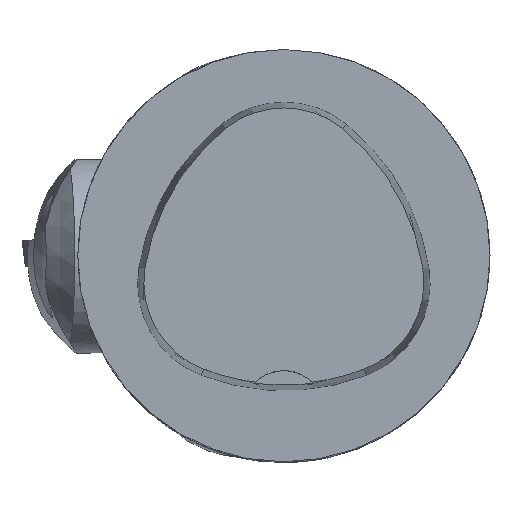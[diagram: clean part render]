
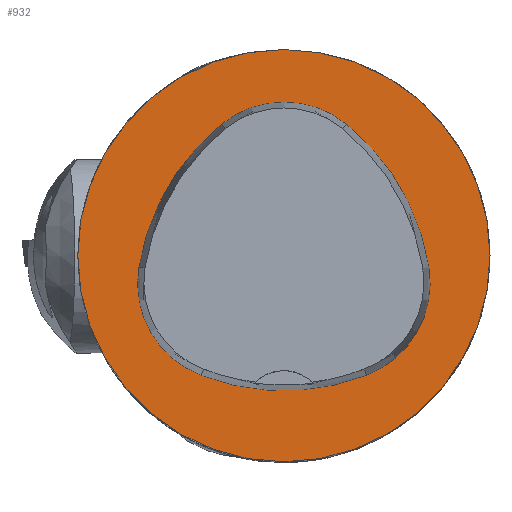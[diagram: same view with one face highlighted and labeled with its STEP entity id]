
A CAD part, top view. The second image highlights one B-rep face of the part: STEP entity #932.
In plain terms, the highlighted planar face has unit normal (0, 0, 1).
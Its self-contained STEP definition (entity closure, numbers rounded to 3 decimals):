
#369=FACE_BOUND('',#1958,.T.);
#370=FACE_BOUND('',#1959,.T.);
#479=CIRCLE('',#6848,25.);
#482=CIRCLE('',#6865,28.);
#484=CIRCLE('',#6868,12.);
#486=CIRCLE('',#6871,28.);
#488=CIRCLE('',#6874,12.);
#492=CIRCLE('',#6879,28.);
#494=CIRCLE('',#6882,12.);
#932=ADVANCED_FACE('',(#369,#370),#1301,.T.);
#1301=PLANE('',#6887);
#1958=EDGE_LOOP('',(#2477,#2478,#2479,#2480,#2481,#2482));
#1959=EDGE_LOOP('',(#2483));
#2477=ORIENTED_EDGE('',*,*,#4981,.T.);
#2478=ORIENTED_EDGE('',*,*,#4961,.T.);
#2479=ORIENTED_EDGE('',*,*,#4965,.T.);
#2480=ORIENTED_EDGE('',*,*,#4968,.T.);
#2481=ORIENTED_EDGE('',*,*,#4971,.T.);
#2482=ORIENTED_EDGE('',*,*,#4979,.T.);
#2483=ORIENTED_EDGE('',*,*,#4930,.F.);
#4283=VERTEX_POINT('',#9267);
#4314=VERTEX_POINT('',#9421);
#4315=VERTEX_POINT('',#9422);
#4318=VERTEX_POINT('',#9430);
#4320=VERTEX_POINT('',#9436);
#4322=VERTEX_POINT('',#9442);
#4329=VERTEX_POINT('',#9463);
#4930=EDGE_CURVE('',#4283,#4283,#479,.T.);
#4961=EDGE_CURVE('',#4314,#4315,#482,.T.);
#4965=EDGE_CURVE('',#4315,#4318,#484,.T.);
#4968=EDGE_CURVE('',#4318,#4320,#486,.T.);
#4971=EDGE_CURVE('',#4320,#4322,#488,.T.);
#4979=EDGE_CURVE('',#4322,#4329,#492,.T.);
#4981=EDGE_CURVE('',#4329,#4314,#494,.T.);
#6848=AXIS2_PLACEMENT_3D('',#9266,#7537,#7538);
#6865=AXIS2_PLACEMENT_3D('',#9420,#7583,#7584);
#6868=AXIS2_PLACEMENT_3D('',#9429,#7591,#7592);
#6871=AXIS2_PLACEMENT_3D('',#9435,#7598,#7599);
#6874=AXIS2_PLACEMENT_3D('',#9441,#7605,#7606);
#6879=AXIS2_PLACEMENT_3D('',#9464,#7617,#7618);
#6882=AXIS2_PLACEMENT_3D('',#9467,#7623,#7624);
#6887=AXIS2_PLACEMENT_3D('',#9472,#7633,#7634);
#7537=DIRECTION('',(0.,0.,-1.));
#7538=DIRECTION('',(-1.,0.,0.));
#7583=DIRECTION('',(0.,0.,-1.));
#7584=DIRECTION('',(-1.,0.,0.));
#7591=DIRECTION('',(0.,0.,-1.));
#7592=DIRECTION('',(-1.,0.,0.));
#7598=DIRECTION('',(0.,0.,-1.));
#7599=DIRECTION('',(-1.,0.,0.));
#7605=DIRECTION('',(0.,0.,-1.));
#7606=DIRECTION('',(-1.,0.,0.));
#7617=DIRECTION('',(0.,0.,-1.));
#7618=DIRECTION('',(-1.,0.,0.));
#7623=DIRECTION('',(0.,0.,-1.));
#7624=DIRECTION('',(-1.,0.,0.));
#7633=DIRECTION('',(0.,0.,1.));
#7634=DIRECTION('',(1.,0.,0.));
#9266=CARTESIAN_POINT('',(0.,0.,0.));
#9267=CARTESIAN_POINT('',(-25.,0.,0.));
#9420=CARTESIAN_POINT('',(10.068,-5.824,0.));
#9421=CARTESIAN_POINT('',(-17.584,-1.424,0.));
#9422=CARTESIAN_POINT('',(-7.531,15.953,0.));
#9429=CARTESIAN_POINT('',(0.011,6.62,0.));
#9430=CARTESIAN_POINT('',(7.567,15.942,0.));
#9435=CARTESIAN_POINT('',(-10.063,-5.81,0.));
#9436=CARTESIAN_POINT('',(17.59,-1.418,0.));
#9441=CARTESIAN_POINT('',(5.739,-3.3,0.));
#9442=CARTESIAN_POINT('',(10.05,-14.499,0.));
#9463=CARTESIAN_POINT('',(-10.025,-14.516,0.));
#9464=CARTESIAN_POINT('',(-0.01,11.631,0.));
#9467=CARTESIAN_POINT('',(-5.733,-3.31,0.));
#9472=CARTESIAN_POINT('',(0.,0.,0.));
